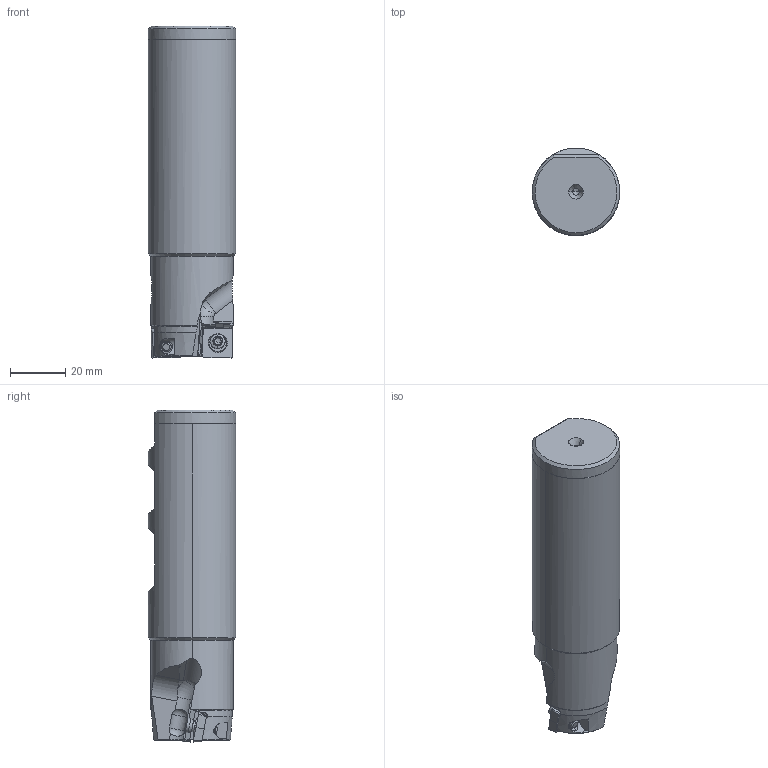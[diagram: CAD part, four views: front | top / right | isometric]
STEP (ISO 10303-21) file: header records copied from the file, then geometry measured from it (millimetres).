
FILE_DESCRIPTION(/* description */ (''),/* implementation_level */ '2;1');
FILE_NAME(/* name */ 'ASX400R202W20.stp',/* time_stamp */ '2021-09-08T11:41:40+09:00',/* author */ (''),/* organization */ (''),/* preprocessor_version */ 'ST-DEVELOPER v16',/* originating_system */ 'SIEMENS PLM Software NX 10.0',/* authorisation */ '');
FILE_SCHEMA (('AUTOMOTIVE_DESIGN { 1 0 10303 214 3 1 1 1 }'));
Length unit declared in the file: millimetre
Products named in the file (1): ASX400R202W20_ASM
Bounding box: 31.75 x 31.75 x 120.37 mm (x, y, z)
Volume: 82078.1 mm3; surface area: 14971.7 mm2
Topology: 7 solids, 7 shells, 313 faces, 893 edges, 614 vertices
Faces by surface type: plane 127, cylinder 111, cone 47, sphere 10, extrusion 8, torus 6, bspline 4
Entity records: 12908 total; most frequent: CARTESIAN_POINT 4605, ORIENTED_EDGE 1742, DIRECTION 1615, EDGE_CURVE 871, AXIS2_PLACEMENT_3D 617, VERTEX_POINT 587, VECTOR 381, LINE 373
